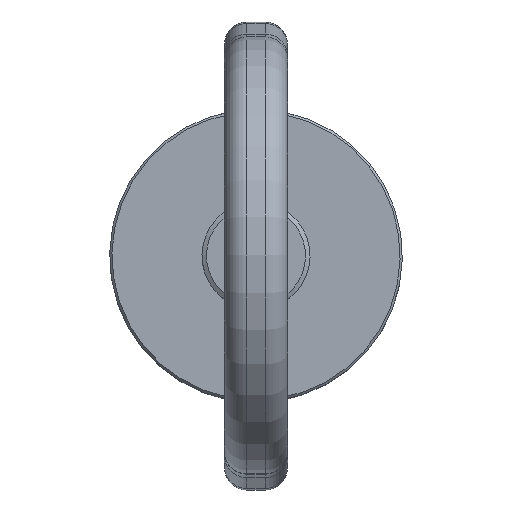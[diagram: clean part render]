
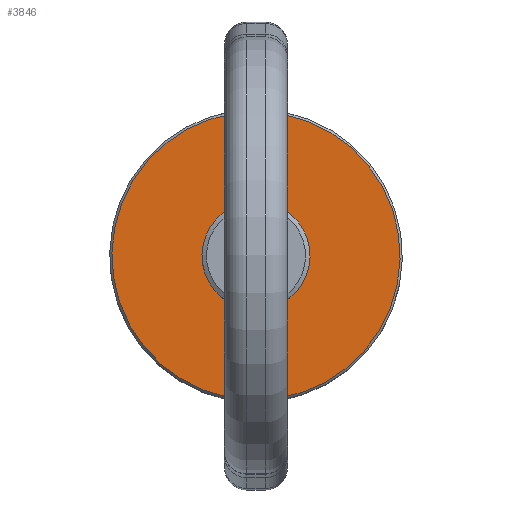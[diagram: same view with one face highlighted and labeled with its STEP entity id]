
A CAD part, top view. The second image highlights one B-rep face of the part: STEP entity #3846.
In plain terms, the highlighted planar face has unit normal (0, 0, 1).
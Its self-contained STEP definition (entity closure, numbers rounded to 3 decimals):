
#3169=CARTESIAN_POINT('Axis2P3D Location',(0.,0.,44.5)) ;
#3173=CARTESIAN_POINT('Vertex',(-15.342,28.083,44.5)) ;
#3175=CARTESIAN_POINT('Vertex',(15.342,-28.083,44.5)) ;
#3479=CARTESIAN_POINT('Axis2P3D Location',(0.,0.,44.5)) ;
#3819=CARTESIAN_POINT('Axis2P3D Location',(0.,-12.,44.5)) ;
#3828=CARTESIAN_POINT('Axis2P3D Location',(0.,0.,44.5)) ;
#3832=CARTESIAN_POINT('Vertex',(5.753,-10.531,44.5)) ;
#3834=CARTESIAN_POINT('Vertex',(-5.753,10.531,44.5)) ;
#3837=CARTESIAN_POINT('Axis2P3D Location',(0.,0.,44.5)) ;
#3170=DIRECTION('Axis2P3D Direction',(0.,0.,-1.)) ;
#3480=DIRECTION('Axis2P3D Direction',(0.,0.,-1.)) ;
#3820=DIRECTION('Axis2P3D Direction',(-0.,0.,1.)) ;
#3821=DIRECTION('Axis2P3D XDirection',(1.,0.,0.)) ;
#3829=DIRECTION('Axis2P3D Direction',(-0.,0.,1.)) ;
#3838=DIRECTION('Axis2P3D Direction',(-0.,0.,1.)) ;
#3171=AXIS2_PLACEMENT_3D('Circle Axis2P3D',#3169,#3170,$) ;
#3481=AXIS2_PLACEMENT_3D('Circle Axis2P3D',#3479,#3480,$) ;
#3822=AXIS2_PLACEMENT_3D('Plane Axis2P3D',#3819,#3820,#3821) ;
#3830=AXIS2_PLACEMENT_3D('Circle Axis2P3D',#3828,#3829,$) ;
#3839=AXIS2_PLACEMENT_3D('Circle Axis2P3D',#3837,#3838,$) ;
#3825=ORIENTED_EDGE('',*,*,#3177,.T.) ;
#3826=ORIENTED_EDGE('',*,*,#3483,.T.) ;
#3843=ORIENTED_EDGE('',*,*,#3836,.F.) ;
#3844=ORIENTED_EDGE('',*,*,#3841,.F.) ;
#3845=FACE_BOUND('',#3842,.T.) ;
#3846=ADVANCED_FACE('\X2\51434EF6672C9AD4\X0\',(#3827,#3845),#3823,.T.) ;
#3172=CIRCLE('generated circle',#3171,32.) ;
#3482=CIRCLE('generated circle',#3481,32.) ;
#3831=CIRCLE('generated circle',#3830,12.) ;
#3840=CIRCLE('generated circle',#3839,12.) ;
#3177=EDGE_CURVE('',#3174,#3176,#3172,.F.) ;
#3483=EDGE_CURVE('',#3176,#3174,#3482,.F.) ;
#3836=EDGE_CURVE('',#3833,#3835,#3831,.T.) ;
#3841=EDGE_CURVE('',#3835,#3833,#3840,.T.) ;
#3824=EDGE_LOOP('',(#3825,#3826)) ;
#3842=EDGE_LOOP('',(#3843,#3844)) ;
#3827=FACE_OUTER_BOUND('',#3824,.T.) ;
#3823=PLANE('',#3822) ;
#3174=VERTEX_POINT('',#3173) ;
#3176=VERTEX_POINT('',#3175) ;
#3833=VERTEX_POINT('',#3832) ;
#3835=VERTEX_POINT('',#3834) ;
